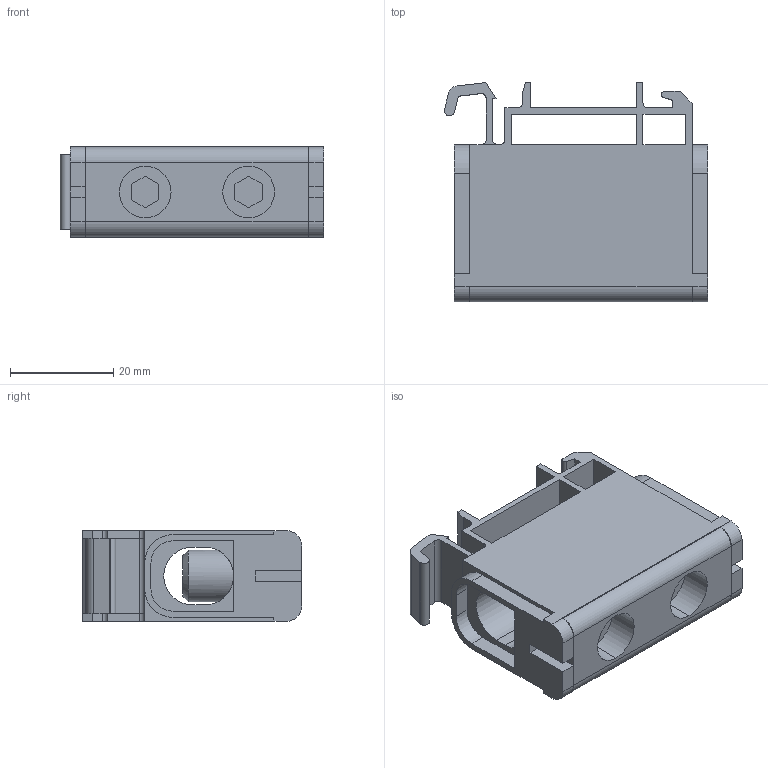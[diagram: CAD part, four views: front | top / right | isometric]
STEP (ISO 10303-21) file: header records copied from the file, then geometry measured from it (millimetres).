
FILE_DESCRIPTION (( 'STEP AP214' ), '1' );
FILE_NAME ('YZN12-050-K03 Êëåììà ââîäíàÿ ñèëîâàÿ ÊÂÑ 6–50 ìì2.STEP', '2020-02-25T11:32:39', ( '' ), ( '' ), 'SwSTEP 2.0', 'SolidWorks 2017', '' );
FILE_SCHEMA (( 'AUTOMOTIVE_DESIGN' ));
Length unit declared in the file: millimetre
Products named in the file (1): YZN12-050-K03 Êëåììà ââîäíàÿ ñèëîâàÿ ÊÂÑ 6–50 ìì2
Bounding box: 50.9 x 42.5 x 17.5 mm (x, y, z)
Volume: 21320.1 mm3; surface area: 12037.6 mm2
Topology: 1 solids, 1 shells, 150 faces, 409 edges, 268 vertices
Faces by surface type: plane 111, cylinder 35, cone 4
Entity records: 4903 total; most frequent: CARTESIAN_POINT 1000, ORIENTED_EDGE 818, DIRECTION 779, EDGE_CURVE 409, VECTOR 333, LINE 333, VERTEX_POINT 268, AXIS2_PLACEMENT_3D 223
